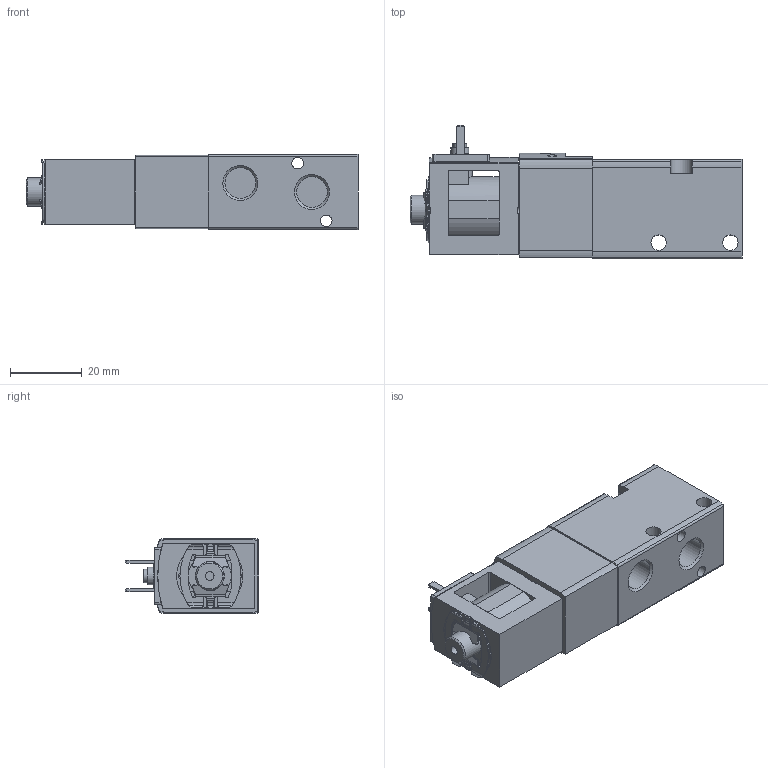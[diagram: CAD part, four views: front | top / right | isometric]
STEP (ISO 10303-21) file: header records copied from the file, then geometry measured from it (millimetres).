
FILE_DESCRIPTION(/* description */ ('STEP AP214'),/* implementation_level */ '2;1');
FILE_NAME(/* name */ '8043213_VUVS-LK20-M32C-AD-G18-1C1-S',/* time_stamp */ '2024-09-17T19:40:35+02:00',/* author */ ('License CC BY-ND 4.0'),/* organization */ ('CADENAS'),/* preprocessor_version */ 'ST-DEVELOPER v19.3',/* originating_system */ 'PARTsolutions',/* authorisation */ ' ');
FILE_SCHEMA (('AUTOMOTIVE_DESIGN {1 0 10303 214 3 1 1}'));
Length unit declared in the file: millimetre
Products named in the file (4): 8043213 VUVS-LK20-M32C-AD-G18-1C1-S; 8043213 VUVS-LK20-M32C-D-G18-1C1_p---(-_0_0); 8199151 VACS-LK20; 8089671 VACX---(clip)
Assembly tree (3 placements, depth 2):
  8043213 VUVS-LK20-M32C-AD-G18-1C1-S
    8043213 VUVS-LK20-M32C-D-G18-1C1_p---(-_0_0)
    8199151 VACS-LK20
    8089671 VACX---(clip)
Bounding box: 92.64 x 37.3 x 21.2 mm (x, y, z)
Volume: 45230.6 mm3; surface area: 14933.4 mm2
Topology: 3 solids, 3 shells, 399 faces, 1053 edges, 697 vertices
Faces by surface type: plane 221, cylinder 169, cone 5, torus 4
Full cylindrical faces by diameter (mm): 2.013 x1, 2.4 x3, 2.6 x2, 2.8 x1, 3.2 x2, 3.8 x1, 4.3 x3, 5 x1, 7.4 x1, 8 x2, 8.15 x1, 8.566 x3, 10 x1, 12 x2
Entity records: 14408 total; most frequent: CARTESIAN_POINT 2280, DIRECTION 2128, ORIENTED_EDGE 2030, EDGE_CURVE 1015, AXIS2_PLACEMENT_3D 759, VERTEX_POINT 692, LINE 610, VECTOR 610
